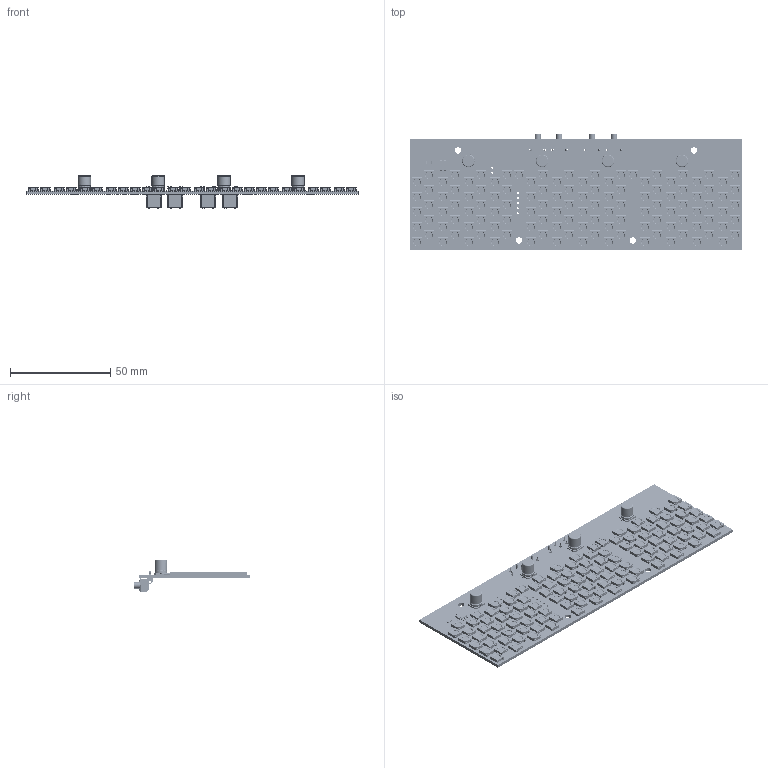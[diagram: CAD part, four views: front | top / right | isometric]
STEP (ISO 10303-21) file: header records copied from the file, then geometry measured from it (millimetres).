
FILE_DESCRIPTION(('KiCad electronic assembly'),'2;1');
FILE_NAME('v1.4_foxie_clock_nano.step','2020-01-03T18:20:12',( 'An Author'),('A Company'),'Open CASCADE STEP processor 6.9', 'KiCad to STEP converter','Unknown');
FILE_SCHEMA(('AUTOMOTIVE_DESIGN { 1 0 10303 214 1 1 1 1 }'));
Length unit declared in the file: millimetre
Products named in the file (12): Open CASCADE STEP translator 6.9 1; LED_WS2812B_PLCC4_5.0x5.0mm_P3.2mm; SOLID; CP_Elec_6.3x7.7; TSSOP-14_4.4x5mm_P0.65mm; SW_Tactile_SPST_Angled_PTS645Vx58-2LFS; R_1206_3216Metric; COMPOUND
Assembly tree (138 placements, depth 3):
  Open CASCADE STEP translator 6.9 1
    LED_WS2812B_PLCC4_5.0x5.0mm_P3.2mm  x122
      SOLID
    CP_Elec_6.3x7.7  x4
      SOLID
    TSSOP-14_4.4x5mm_P0.65mm
      SOLID
    SW_Tactile_SPST_Angled_PTS645Vx58-2LFS  x4
      SOLID
    R_1206_3216Metric
      SOLID
    COMPOUND
Bounding box: 166 x 58.46 x 16.41 mm (x, y, z)
Volume: 20554.9 mm3; surface area: 33175.9 mm2
Topology: 133 solids, 133 shells, 9285 faces, 27112 edges, 17792 vertices
Faces by surface type: plane 6117, cylinder 2960, cone 122, bspline 46, torus 20, sphere 16, revolution 4
Full cylindrical faces by diameter (mm): 0.5 x1, 0.8 x16, 0.99 x8, 1 x23, 1.2 x8, 1.3 x8, 3.14 x4, 3.2 x4, 3.333 x122, 3.5 x4, 6.3 x8
Entity records: 41720 total; most frequent: CARTESIAN_POINT 8014, DIRECTION 5659, LINE 3548, VECTOR 3548, ORIENTED_EDGE 2904, PCURVE 2904, DEFINITIONAL_REPRESENTATION 2904, EDGE_CURVE 1452
